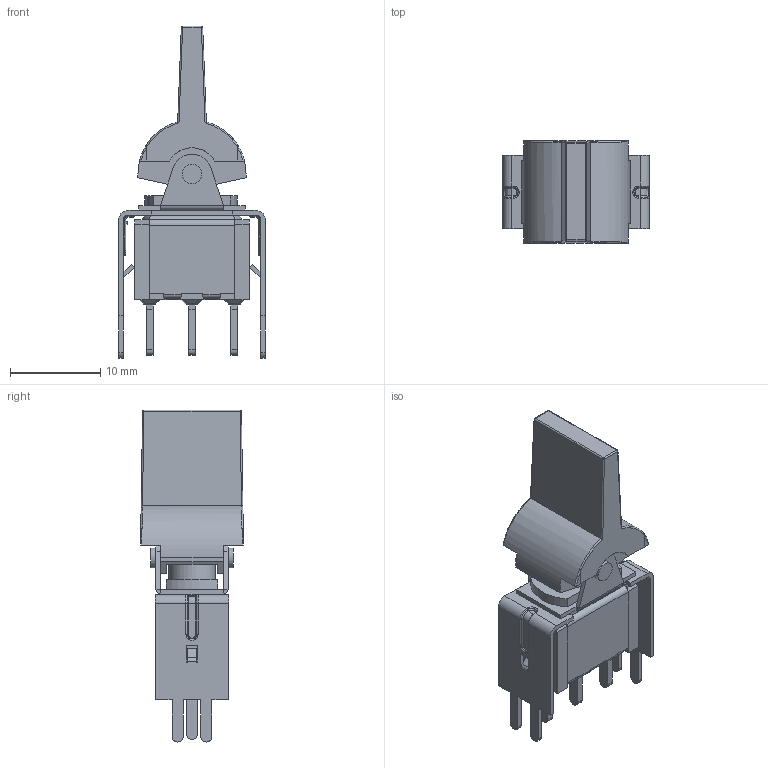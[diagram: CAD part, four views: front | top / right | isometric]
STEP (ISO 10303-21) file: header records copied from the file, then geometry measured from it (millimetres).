
FILE_DESCRIPTION(/* description */ (''),/* implementation_level */ '2;1');
FILE_NAME(/* name */ '300SPxJ6xxxVS2xE.stp',/* time_stamp */ '2025-05-13T08:45:29-05:00',/* author */ ('mroman'),/* organization */ (''),/* preprocessor_version */ 'ST-DEVELOPER v18.1',/* originating_system */ 'Autodesk Inventor 2022',/* authorisation */ '');
FILE_SCHEMA (('AUTOMOTIVE_DESIGN { 1 0 10303 214 3 1 1 }'));
Length unit declared in the file: inch
Products named in the file (1): 300SPxJ6xxxVS2xE
Bounding box: 16.26 x 11.43 x 36.86 mm (x, y, z)
Volume: 1805.4 mm3; surface area: 2825.6 mm2
Topology: 2 solids, 4 shells, 458 faces, 1148 edges, 695 vertices
Faces by surface type: plane 267, cylinder 132, torus 39, sphere 16, bspline 4
Full cylindrical faces by diameter (mm): 2.2 x4, 3.2 x1, 5.2 x1
Entity records: 13787 total; most frequent: CARTESIAN_POINT 2779, DIRECTION 2313, ORIENTED_EDGE 2260, EDGE_CURVE 1130, LINE 791, VECTOR 791, AXIS2_PLACEMENT_3D 761, VERTEX_POINT 695
